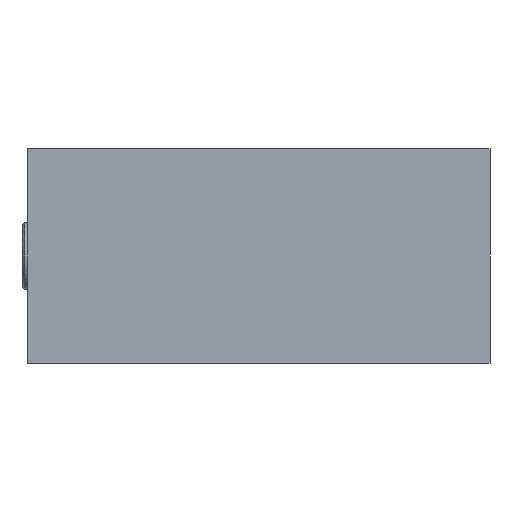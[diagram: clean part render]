
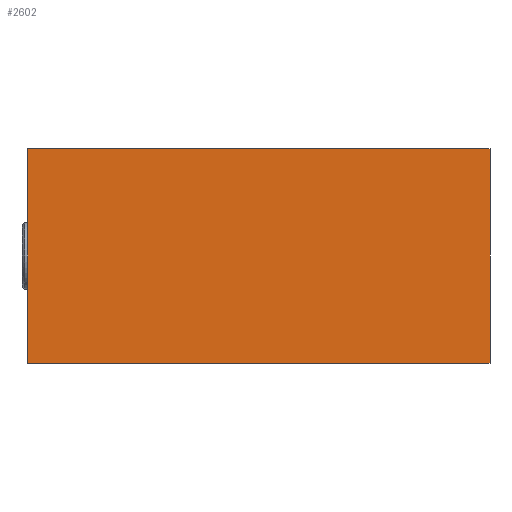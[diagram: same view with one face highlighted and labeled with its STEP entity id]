
A CAD part, left-side view. The second image highlights one B-rep face of the part: STEP entity #2602.
In plain terms, the highlighted planar face has unit normal (-1, 0, 0).
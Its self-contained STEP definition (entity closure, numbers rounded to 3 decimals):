
#37 = VERTEX_POINT ( 'NONE', #1544 ) ;
#109 = PLANE ( 'NONE',  #746 ) ;
#150 = DIRECTION ( 'NONE',  ( 0., 0., 1. ) ) ;
#248 = ORIENTED_EDGE ( 'NONE', *, *, #2623, .F. ) ;
#286 = VERTEX_POINT ( 'NONE', #1084 ) ;
#364 = VECTOR ( 'NONE', #1612, 1000. ) ;
#465 = EDGE_CURVE ( 'NONE', #286, #37, #2743, .T. ) ;
#573 = DIRECTION ( 'NONE',  ( 0., -1., 0. ) ) ;
#604 = VECTOR ( 'NONE', #573, 1000. ) ;
#694 = LINE ( 'NONE', #1357, #364 ) ;
#697 = ORIENTED_EDGE ( 'NONE', *, *, #465, .F. ) ;
#746 = AXIS2_PLACEMENT_3D ( 'NONE', #1887, #2781, #150 ) ;
#882 = VERTEX_POINT ( 'NONE', #1524 ) ;
#965 = DIRECTION ( 'NONE',  ( 0., 0., 1. ) ) ;
#991 = EDGE_LOOP ( 'NONE', ( #2734, #248, #697, #2654 ) ) ;
#1084 = CARTESIAN_POINT ( 'NONE',  ( 0., 41., -9.5 ) ) ;
#1135 = LINE ( 'NONE', #2469, #1992 ) ;
#1229 = CARTESIAN_POINT ( 'NONE',  ( 0., 0., 9.5 ) ) ;
#1357 = CARTESIAN_POINT ( 'NONE',  ( 0., 0., -9.5 ) ) ;
#1524 = CARTESIAN_POINT ( 'NONE',  ( 0., 0., -9.5 ) ) ;
#1544 = CARTESIAN_POINT ( 'NONE',  ( 0., 41., 9.5 ) ) ;
#1597 = VECTOR ( 'NONE', #2264, 1000. ) ;
#1612 = DIRECTION ( 'NONE',  ( 0., -1., 0. ) ) ;
#1618 = CARTESIAN_POINT ( 'NONE',  ( 0., 0., 9.5 ) ) ;
#1834 = CARTESIAN_POINT ( 'NONE',  ( 0., 41., -9.5 ) ) ;
#1887 = CARTESIAN_POINT ( 'NONE',  ( 0., 0., -9.5 ) ) ;
#1992 = VECTOR ( 'NONE', #965, 1000. ) ;
#2102 = FACE_OUTER_BOUND ( 'NONE', #991, .T. ) ;
#2205 = VERTEX_POINT ( 'NONE', #1618 ) ;
#2264 = DIRECTION ( 'NONE',  ( 0., 0., 1. ) ) ;
#2469 = CARTESIAN_POINT ( 'NONE',  ( 0., 0., -9.5 ) ) ;
#2560 = LINE ( 'NONE', #1229, #604 ) ;
#2602 = ADVANCED_FACE ( 'NONE', ( #2102 ), #109, .T. ) ;
#2623 = EDGE_CURVE ( 'NONE', #37, #2205, #2560, .T. ) ;
#2654 = ORIENTED_EDGE ( 'NONE', *, *, #2882, .T. ) ;
#2734 = ORIENTED_EDGE ( 'NONE', *, *, #2841, .T. ) ;
#2743 = LINE ( 'NONE', #1834, #1597 ) ;
#2781 = DIRECTION ( 'NONE',  ( -1., 0., 0. ) ) ;
#2841 = EDGE_CURVE ( 'NONE', #882, #2205, #1135, .T. ) ;
#2882 = EDGE_CURVE ( 'NONE', #286, #882, #694, .T. ) ;
